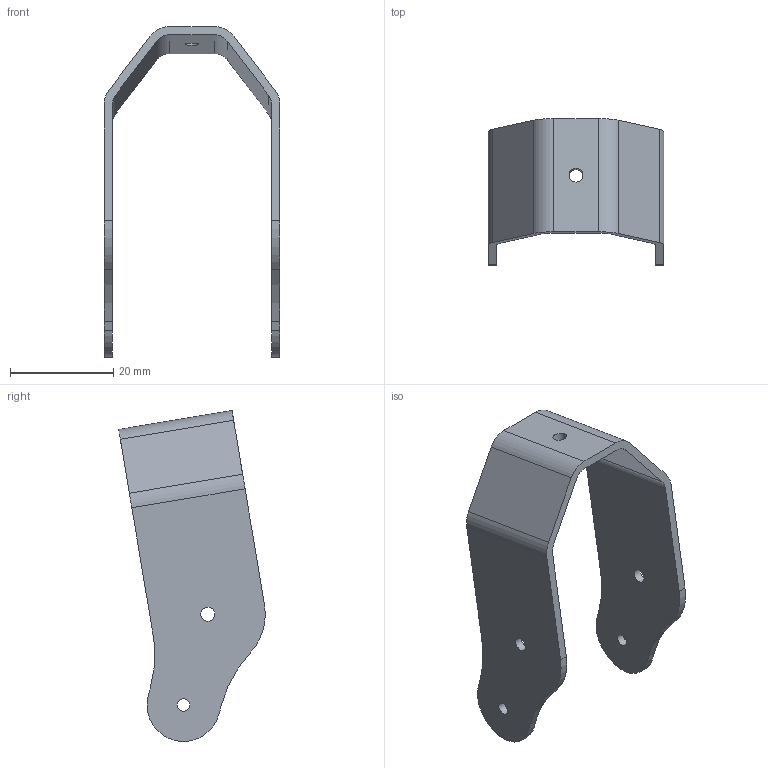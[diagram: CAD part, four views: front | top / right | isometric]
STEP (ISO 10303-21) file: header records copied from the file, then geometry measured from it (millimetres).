
FILE_DESCRIPTION(/* description */ ('STEP AP214'),/* implementation_level */ '2;1');
FILE_NAME(/* name */ '62525e29ecdeb77adb8bbd18',/* time_stamp */ '2022-04-10T04:33:45+00:00',/* author */ (''),/* organization */ (''),/* preprocessor_version */ 'ST-DEVELOPER v18.101',/* originating_system */ ' ',/* authorisation */ ' ');
FILE_SCHEMA (('AUTOMOTIVE_DESIGN {1 0 10303 214 3 1 1}'));
Length unit declared in the file: metre
Products named in the file (1): braces1
Bounding box: 34.06 x 28.36 x 64.02 mm (x, y, z)
Volume: 4492.3 mm3; surface area: 6209.5 mm2
Topology: 1 solids, 1 shells, 39 faces, 112 edges, 75 vertices
Faces by surface type: cylinder 23, plane 16
Full cylindrical faces by diameter (mm): 2.381 x2, 2.705 x3
Entity records: 1316 total; most frequent: DIRECTION 232, CARTESIAN_POINT 220, ORIENTED_EDGE 212, EDGE_CURVE 106, AXIS2_PLACEMENT_3D 86, VERTEX_POINT 74, LINE 60, VECTOR 60
